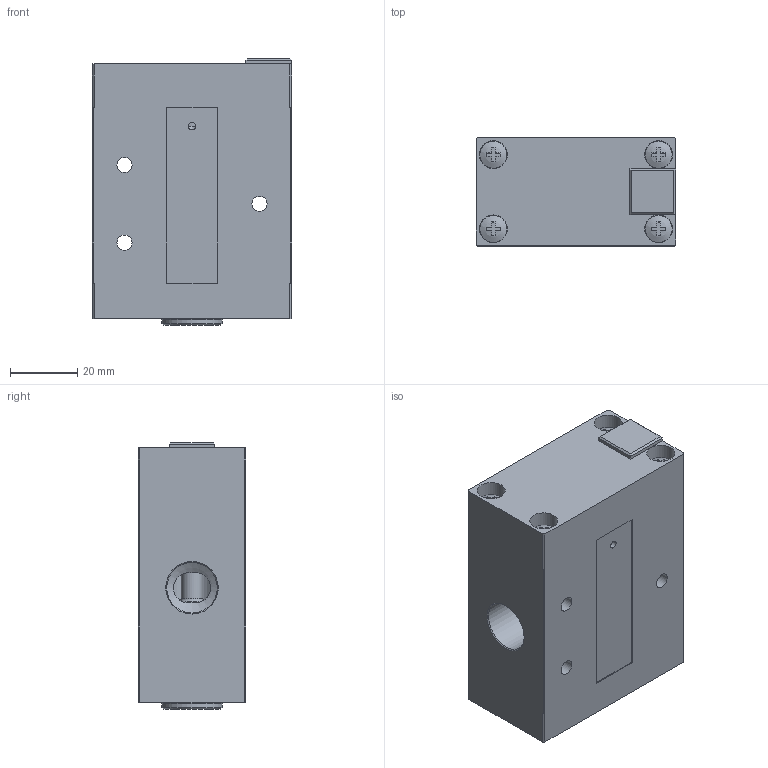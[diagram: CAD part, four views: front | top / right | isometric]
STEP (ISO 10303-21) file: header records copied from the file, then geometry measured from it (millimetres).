
FILE_DESCRIPTION(/* description */ ('Unknown'),/* implementation_level */ '2;1');
FILE_NAME(/* name */ '-MF-G3075S',/* time_stamp */ '2019-05-31T11:52:16+02:00',/* author */ ('Unknown'),/* organization */ ('Unknown'),/* preprocessor_version */ 'ST-DEVELOPER v16.7',/* originating_system */ 'DEX',/* authorisation */ $);
FILE_SCHEMA (('AUTOMOTIVE_DESIGN {1 0 10303 214 3 1 1}'));
Length unit declared in the file: millimetre
Products named in the file (1): Parte1
Bounding box: 59 x 32 x 79 mm (x, y, z)
Volume: 117976.2 mm3; surface area: 36933 mm2
Topology: 1 solids, 1 shells, 600 faces, 1771 edges, 1155 vertices
Faces by surface type: plane 432, cylinder 95, cone 50, torus 14, sphere 8, bspline 1
Full cylindrical faces by diameter (mm): 2.2 x1, 2.25 x1, 2.5 x3, 4 x1, 4.134 x1, 4.2 x1, 4.3 x1, 4.5 x3, 6 x1, 6.25 x1, 6.5 x1, 7.5 x1, 7.9 x2, 8 x9, 8.1 x4, 8.25 x4, 8.5 x1, 10.6 x2, 14 x2, 14.95 x3, 17.5 x2, 18 x3, 18.4 x1, 18.5 x1, 19 x1, 19.641 x1, 20 x2, 22 x2, 23.5 x1, 24.345 x1
Entity records: 24092 total; most frequent: CARTESIAN_POINT 4320, ORIENTED_EDGE 3190, DIRECTION 3145, EDGE_CURVE 1595, AXIS2_PLACEMENT_3D 1126, VERTEX_POINT 1112, LINE 893, VECTOR 893
